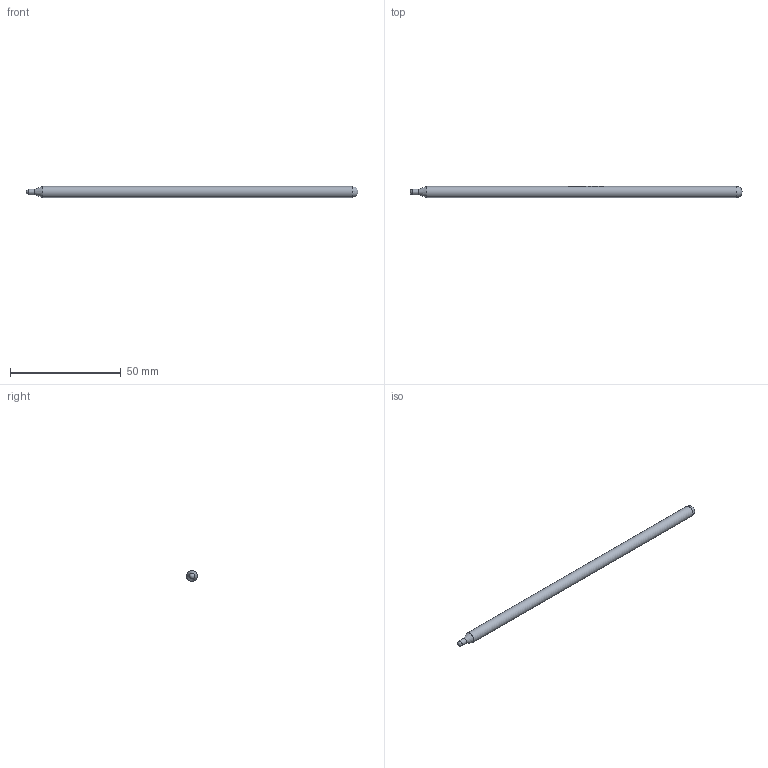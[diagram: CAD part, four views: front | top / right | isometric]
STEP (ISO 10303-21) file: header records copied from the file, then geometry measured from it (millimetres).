
FILE_DESCRIPTION (( 'STEP AP214' ), '1' );
FILE_NAME ('CELSIA_D5L150S.step', '2025-11-20T04:08:59', ( '' ), ( '' ), 'SwSTEP 2.0', 'SolidWorks 2023', '' );
FILE_SCHEMA (( 'AUTOMOTIVE_DESIGN' ));
Length unit declared in the file: millimetre
Products named in the file (1): CELSIA_D5L150S
Bounding box: 149.97 x 5 x 5 mm (x, y, z)
Volume: 2838.3 mm3; surface area: 2321.4 mm2
Topology: 1 solids, 1 shells, 166 faces, 447 edges, 296 vertices
Faces by surface type: bspline 88, plane 56, cylinder 19, sphere 2, cone 1
Full cylindrical faces by diameter (mm): 2.5 x1, 5 x1
Entity records: 11937 total; most frequent: CARTESIAN_POINT 8565, ORIENTED_EDGE 872, EDGE_CURVE 436, DIRECTION 366, VERTEX_POINT 292, B_SPLINE_CURVE_WITH_KNOTS 276, EDGE_LOOP 186, FACE_OUTER_BOUND 168
